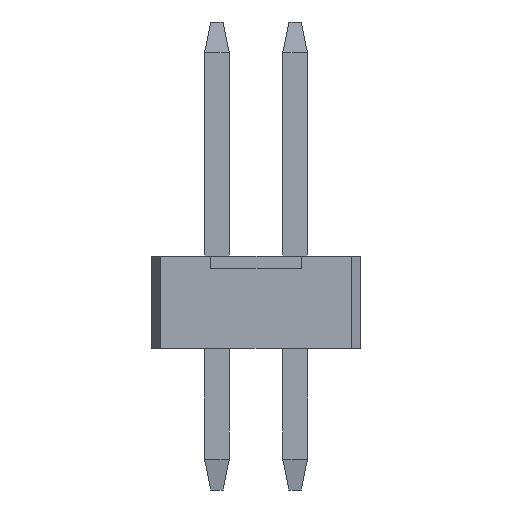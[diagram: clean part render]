
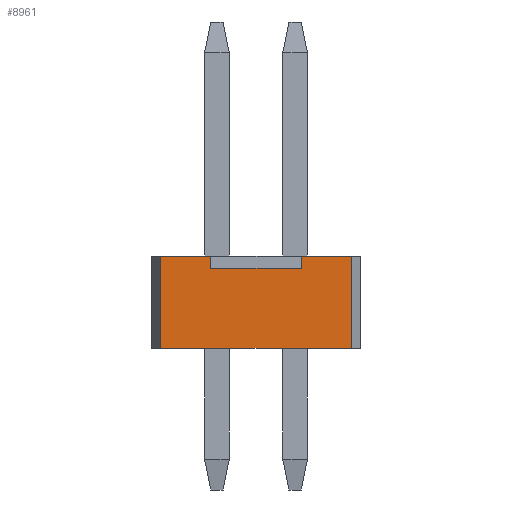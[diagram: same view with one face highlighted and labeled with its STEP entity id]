
A CAD part, front view. The second image highlights one B-rep face of the part: STEP entity #8961.
In plain terms, the highlighted face is planar.
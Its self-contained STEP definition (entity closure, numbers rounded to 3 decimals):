
#198=ORIENTED_EDGE('',*,*,#2006,.T.);
#199=ORIENTED_EDGE('',*,*,#2007,.F.);
#200=ORIENTED_EDGE('',*,*,#2008,.T.);
#201=ORIENTED_EDGE('',*,*,#2009,.T.);
#202=ORIENTED_EDGE('',*,*,#2010,.T.);
#203=ORIENTED_EDGE('',*,*,#2011,.F.);
#204=ORIENTED_EDGE('',*,*,#2012,.F.);
#205=ORIENTED_EDGE('',*,*,#2013,.T.);
#2006=EDGE_CURVE('',#2910,#2911,#3470,.T.);
#2007=EDGE_CURVE('',#2912,#2911,#3471,.T.);
#2008=EDGE_CURVE('',#2912,#2913,#3472,.T.);
#2009=EDGE_CURVE('',#2913,#2914,#3473,.T.);
#2010=EDGE_CURVE('',#2914,#2915,#3474,.T.);
#2011=EDGE_CURVE('',#2916,#2915,#3475,.T.);
#2012=EDGE_CURVE('',#2917,#2916,#3476,.T.);
#2013=EDGE_CURVE('',#2917,#2910,#3477,.T.);
#2910=VERTEX_POINT('',#11700);
#2911=VERTEX_POINT('',#11701);
#2912=VERTEX_POINT('',#11703);
#2913=VERTEX_POINT('',#11705);
#2914=VERTEX_POINT('',#11707);
#2915=VERTEX_POINT('',#11709);
#2916=VERTEX_POINT('',#11711);
#2917=VERTEX_POINT('',#11713);
#3470=LINE('',#11699,#4382);
#3471=LINE('',#11702,#4383);
#3472=LINE('',#11704,#4384);
#3473=LINE('',#11706,#4385);
#3474=LINE('',#11708,#4386);
#3475=LINE('',#11710,#4387);
#3476=LINE('',#11712,#4388);
#3477=LINE('',#11714,#4389);
#4382=VECTOR('',#9918,1000.);
#4383=VECTOR('',#9919,1000.);
#4384=VECTOR('',#9920,1000.);
#4385=VECTOR('',#9921,1000.);
#4386=VECTOR('',#9922,1000.);
#4387=VECTOR('',#9923,1000.);
#4388=VECTOR('',#9924,1000.);
#4389=VECTOR('',#9925,1000.);
#5171=EDGE_LOOP('',(#198,#199,#200,#201,#202,#203,#204,#205));
#5561=FACE_BOUND('',#5171,.T.);
#5951=PLANE('',#9344);
#8961=ADVANCED_FACE('',(#5561),#5951,.T.);
#9344=AXIS2_PLACEMENT_3D('',#11698,#9916,#9917);
#9916=DIRECTION('',(-1.,0.,0.));
#9917=DIRECTION('',(0.,0.,1.));
#9918=DIRECTION('',(0.,1.,0.));
#9919=DIRECTION('',(0.,0.,1.));
#9920=DIRECTION('',(0.,1.,0.));
#9921=DIRECTION('',(0.,0.,1.));
#9922=DIRECTION('',(0.,1.,0.));
#9923=DIRECTION('',(0.,0.,1.));
#9924=DIRECTION('',(0.,1.,0.));
#9925=DIRECTION('',(0.,0.,1.));
#11698=CARTESIAN_POINT('',(-4.445,-1.7,-0.75));
#11699=CARTESIAN_POINT('',(-4.445,-1.7,0.75));
#11700=CARTESIAN_POINT('',(-4.445,-1.55,0.75));
#11701=CARTESIAN_POINT('',(-4.445,-0.735,0.75));
#11702=CARTESIAN_POINT('',(-4.445,-0.735,0.55));
#11703=CARTESIAN_POINT('',(-4.445,-0.735,0.55));
#11704=CARTESIAN_POINT('',(-4.445,-0.735,0.55));
#11705=CARTESIAN_POINT('',(-4.445,0.735,0.55));
#11706=CARTESIAN_POINT('',(-4.445,0.735,0.55));
#11707=CARTESIAN_POINT('',(-4.445,0.735,0.75));
#11708=CARTESIAN_POINT('',(-4.445,-1.7,0.75));
#11709=CARTESIAN_POINT('',(-4.445,1.55,0.75));
#11710=CARTESIAN_POINT('',(-4.445,1.55,-9.117));
#11711=CARTESIAN_POINT('',(-4.445,1.55,-0.75));
#11712=CARTESIAN_POINT('',(-4.445,-1.7,-0.75));
#11713=CARTESIAN_POINT('',(-4.445,-1.55,-0.75));
#11714=CARTESIAN_POINT('',(-4.445,-1.55,-9.117));
